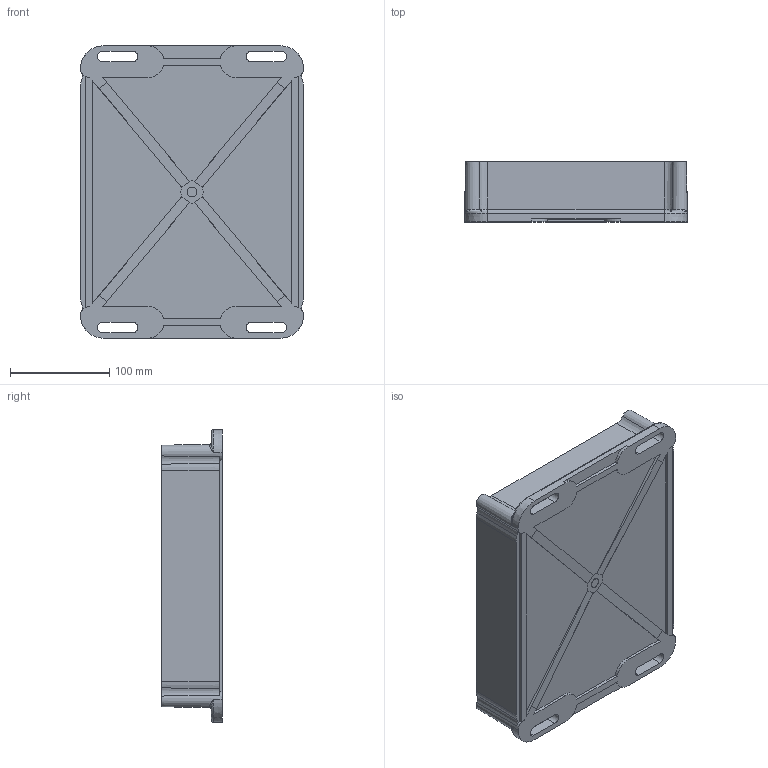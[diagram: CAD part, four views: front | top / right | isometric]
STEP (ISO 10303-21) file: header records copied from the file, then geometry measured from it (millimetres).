
FILE_DESCRIPTION((''),'2;1');
FILE_NAME('AHD2HR-MPC-KL-GEHAEUSE-NEW','2020-10-12T12:52:24',('E1241701'),(''),'CREO PARAMETRIC BY PTC INC, 2018420','CREO PARAMETRIC BY PTC INC, 2018420','');
FILE_SCHEMA(('AUTOMOTIVE_DESIGN { 1 0 10303 214 1 1 1 1 }'));
Length unit declared in the file: millimetre
Products named in the file (1): AHD2HR-MPC-KL-GEHAEUSE-NEW
Bounding box: 225.13 x 61 x 295.13 mm (x, y, z)
Volume: 948669.1 mm3; surface area: 254099.8 mm2
Topology: 1 solids, 1 shells, 321 faces, 768 edges, 470 vertices
Faces by surface type: plane 105, cylinder 88, cone 70, torus 50, bspline 8
Entity records: 11244 total; most frequent: CARTESIAN_POINT 2595, DIRECTION 1789, ORIENTED_EDGE 1536, EDGE_CURVE 768, AXIS2_PLACEMENT_3D 703, VERTEX_POINT 470, VECTOR 380, LINE 380
